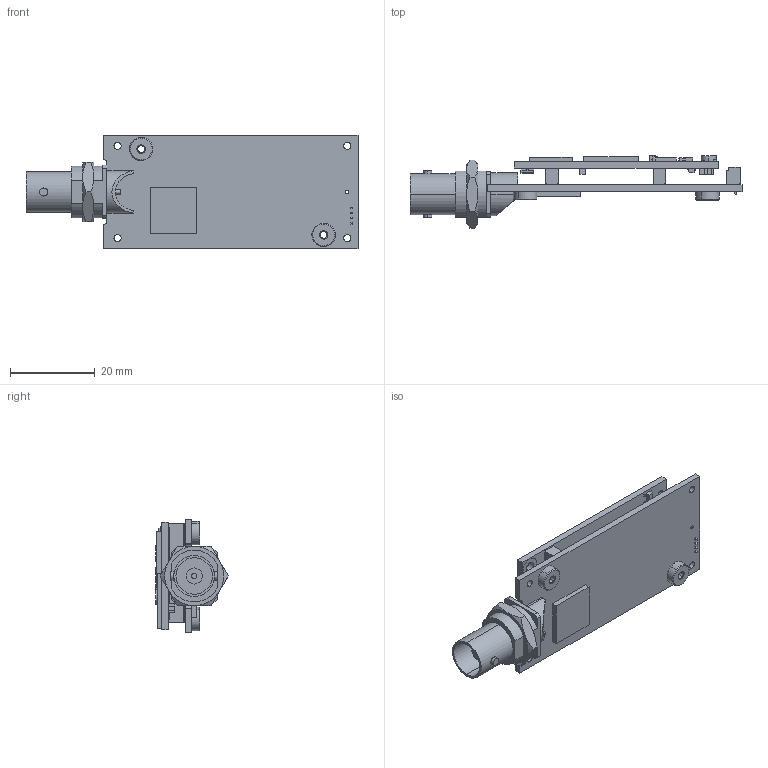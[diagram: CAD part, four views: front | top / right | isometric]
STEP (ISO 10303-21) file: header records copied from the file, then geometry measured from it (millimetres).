
FILE_DESCRIPTION (( 'STEP AP214' ), '1' );
FILE_NAME ('2267.STEP', '2018-09-06T22:38:00', ( '' ), ( '' ), 'SwSTEP 2.0', 'SolidWorks 2012', '' );
FILE_SCHEMA (( 'AUTOMOTIVE_DESIGN' ));
Length unit declared in the file: inch
Products named in the file (20): PEM KF2_M2x2 SMT; HDR4-1.25MM; BNC_Edge Launch; IC_11x11; 2960; SOT-23-5; LED_0603; IC_3x3; IC_5x5; SOT-23; Cap_ceramic_0805; Choke ELL4; IC_9x12.5; IC_13x13; IC_10x13; DF40; DF40F-60_4mm; 2960_2267; 2267
Assembly tree (33 placements, depth 3):
  2267
    2960_2267
    DF40F-60_4mm  x2
    2960
      2960
      DF40  x2
      IC_10x13
      IC_13x13
      IC_9x12.5
      Choke ELL4  x3
      Cap_ceramic_0805  x6
      SOT-23
      IC_5x5
      IC_3x3
      LED_0603  x4
      SOT-23-5  x2
    IC_11x11
    BNC_Edge Launch
    HDR4-1.25MM
    PEM KF2_M2x2 SMT  x2
Bounding box: 78.56 x 17.17 x 26.92 mm (x, y, z)
Volume: 7129.8 mm3; surface area: 11386.8 mm2
Topology: 55 solids, 55 shells, 5630 faces, 15173 edges, 10064 vertices
Faces by surface type: plane 4596, cylinder 978, cone 56
Entity records: 124642 total; most frequent: CARTESIAN_POINT 16367, ORIENTED_EDGE 15810, DIRECTION 14905, EDGE_CURVE 7905, LINE 6765, VECTOR 6765, VERTEX_POINT 5236, AXIS2_PLACEMENT_3D 4070
